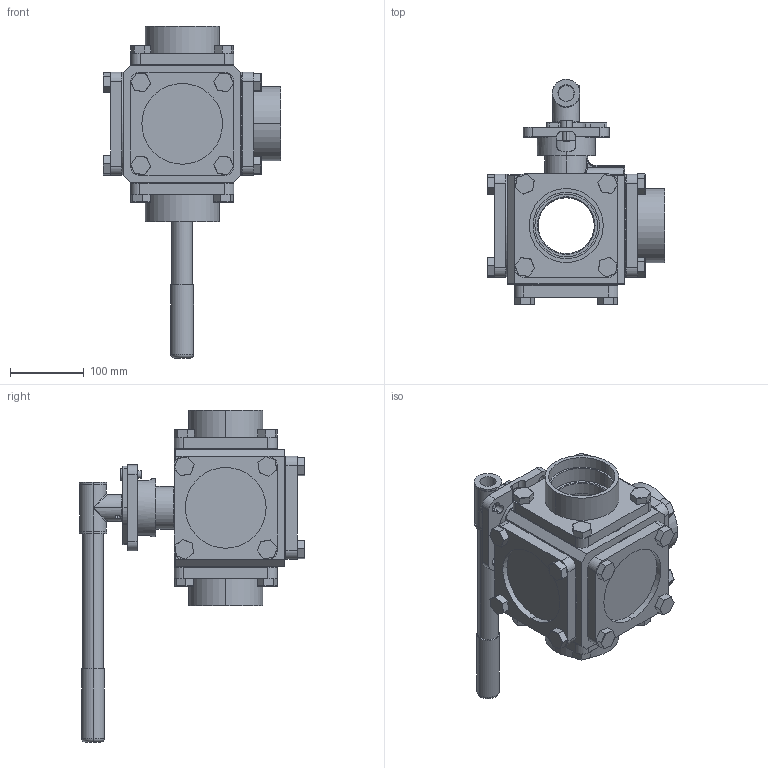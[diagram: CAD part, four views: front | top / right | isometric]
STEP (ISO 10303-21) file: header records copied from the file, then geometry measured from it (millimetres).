
FILE_DESCRIPTION (( 'STEP AP214' ), '1' );
FILE_NAME ('33-SW-0300-XXX.step', '2019-09-30T20:18:37', ( '' ), ( '' ), 'SwSTEP 2.0', 'SolidWorks 2019', '' );
FILE_SCHEMA (( 'AUTOMOTIVE_DESIGN' ));
Length unit declared in the file: inch
Products named in the file (2): 33-SW-0300-XXX
Bounding box: 240.52 x 305.27 x 449.39 mm (x, y, z)
Surface area: 506621.8 mm2 (no closed solid volume)
Topology: 0 solids, 33 shells, 566 faces, 1574 edges, 1028 vertices
Faces by surface type: plane 380, cylinder 160, torus 10, bspline 8, cone 8
Entity records: 26346 total; most frequent: CARTESIAN_POINT 4423, DIRECTION 3093, ORIENTED_EDGE 2725, EDGE_CURVE 1570, VECTOR 1043, LINE 1043, VERTEX_POINT 1028, AXIS2_PLACEMENT_3D 1025
